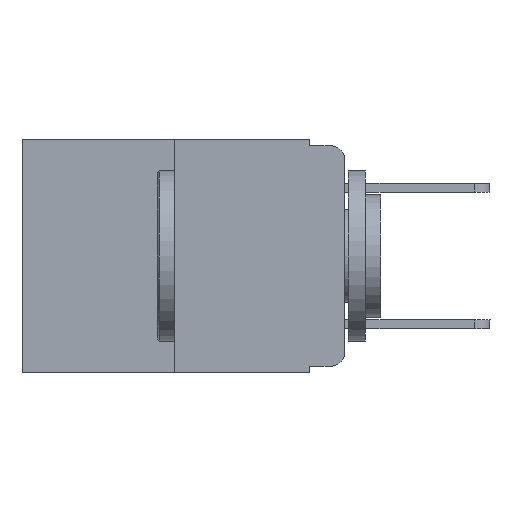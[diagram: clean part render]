
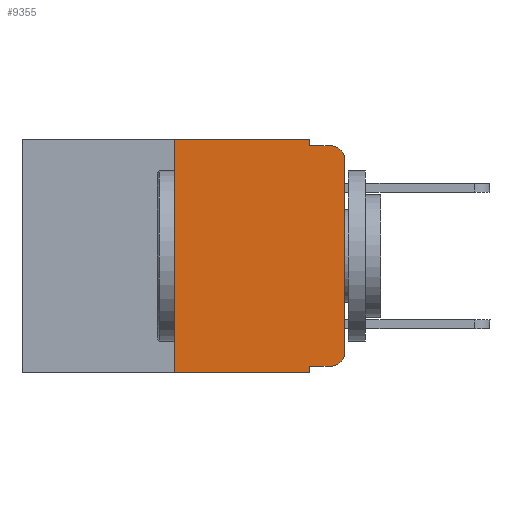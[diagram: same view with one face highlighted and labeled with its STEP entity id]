
A CAD part, left-side view. The second image highlights one B-rep face of the part: STEP entity #9355.
In plain terms, the highlighted planar face has unit normal (-1, 0, 0).
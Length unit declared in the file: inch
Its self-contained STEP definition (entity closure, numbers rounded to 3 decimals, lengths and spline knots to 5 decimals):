
#179 = FACE_OUTER_BOUND ( 'NONE', #9563, .T. ) ;
#448 = DIRECTION ( 'NONE',  ( 0., 0., -1. ) ) ;
#951 = AXIS2_PLACEMENT_3D ( 'NONE', #18381, #5950, #6071 ) ;
#1508 = ORIENTED_EDGE ( 'NONE', *, *, #2544, .F. ) ;
#1598 = VECTOR ( 'NONE', #14369, 39.37008 ) ;
#2071 = AXIS2_PLACEMENT_3D ( 'NONE', #19495, #7698, #17498 ) ;
#2109 = VECTOR ( 'NONE', #23330, 39.37008 ) ;
#2137 = ORIENTED_EDGE ( 'NONE', *, *, #5258, .T. ) ;
#2163 = CARTESIAN_POINT ( 'NONE',  ( 0., 0.473, 0. ) ) ;
#2425 = CARTESIAN_POINT ( 'NONE',  ( 0., 0.051, 0. ) ) ;
#2544 = EDGE_CURVE ( 'NONE', #12730, #14530, #11288, .T. ) ;
#2905 = EDGE_CURVE ( 'NONE', #6455, #12730, #6910, .T. ) ;
#3059 = CARTESIAN_POINT ( 'NONE',  ( 0., 0., -0.03 ) ) ;
#3639 = EDGE_CURVE ( 'NONE', #11363, #14530, #13185, .T. ) ;
#4520 = EDGE_CURVE ( 'NONE', #11961, #25327, #11305, .T. ) ;
#4714 = CARTESIAN_POINT ( 'NONE',  ( 0., 0.051, -0.333 ) ) ;
#5138 = LINE ( 'NONE', #11342, #7523 ) ;
#5258 = EDGE_CURVE ( 'NONE', #22648, #24351, #18909, .T. ) ;
#5261 = ORIENTED_EDGE ( 'NONE', *, *, #3639, .T. ) ;
#5318 = LINE ( 'NONE', #21604, #13619 ) ;
#5691 = CARTESIAN_POINT ( 'NONE',  ( 0., 0.25, 0. ) ) ;
#5950 = DIRECTION ( 'NONE',  ( -1., 0., 0. ) ) ;
#6071 = DIRECTION ( 'NONE',  ( 0., 0., -1. ) ) ;
#6146 = CARTESIAN_POINT ( 'NONE',  ( 0., 0.051, -0.01 ) ) ;
#6261 = CARTESIAN_POINT ( 'NONE',  ( 0., 0.473, 0. ) ) ;
#6455 = VERTEX_POINT ( 'NONE', #20357 ) ;
#6766 = DIRECTION ( 'NONE',  ( 0., 0., -1. ) ) ;
#6873 = VECTOR ( 'NONE', #19400, 39.37008 ) ;
#6910 = LINE ( 'NONE', #15496, #2109 ) ;
#7523 = VECTOR ( 'NONE', #11600, 39.37008 ) ;
#7698 = DIRECTION ( 'NONE',  ( -1., 0., 0. ) ) ;
#8399 = VERTEX_POINT ( 'NONE', #5691 ) ;
#9355 = ADVANCED_FACE ( 'NONE', ( #179 ), #22669, .F. ) ;
#9376 = ORIENTED_EDGE ( 'NONE', *, *, #13353, .F. ) ;
#9563 = EDGE_LOOP ( 'NONE', ( #16672, #5261, #1508, #18199, #12336, #14181, #2137, #9376, #12325, #12835 ) ) ;
#11288 = LINE ( 'NONE', #15268, #6873 ) ;
#11305 = CIRCLE ( 'NONE', #2071, 0.02 ) ;
#11342 = CARTESIAN_POINT ( 'NONE',  ( 0., 0., 0. ) ) ;
#11363 = VERTEX_POINT ( 'NONE', #3059 ) ;
#11600 = DIRECTION ( 'NONE',  ( 0., 0., 1. ) ) ;
#11651 = VECTOR ( 'NONE', #6766, 39.37008 ) ;
#11961 = VERTEX_POINT ( 'NONE', #21663 ) ;
#12325 = ORIENTED_EDGE ( 'NONE', *, *, #21710, .T. ) ;
#12336 = ORIENTED_EDGE ( 'NONE', *, *, #23796, .F. ) ;
#12537 = DIRECTION ( 'NONE',  ( 0., -1., 0. ) ) ;
#12730 = VERTEX_POINT ( 'NONE', #6146 ) ;
#12835 = ORIENTED_EDGE ( 'NONE', *, *, #4520, .T. ) ;
#13185 = CIRCLE ( 'NONE', #951, 0.02 ) ;
#13353 = EDGE_CURVE ( 'NONE', #23121, #24351, #20516, .T. ) ;
#13619 = VECTOR ( 'NONE', #19223, 39.37008 ) ;
#13909 = DIRECTION ( 'NONE',  ( 0., -1., 0. ) ) ;
#14181 = ORIENTED_EDGE ( 'NONE', *, *, #23582, .F. ) ;
#14369 = DIRECTION ( 'NONE',  ( 0., -1., 0. ) ) ;
#14530 = VERTEX_POINT ( 'NONE', #18178 ) ;
#15237 = EDGE_CURVE ( 'NONE', #25327, #11363, #5138, .T. ) ;
#15268 = CARTESIAN_POINT ( 'NONE',  ( 0., 0.051, -0.01 ) ) ;
#15496 = CARTESIAN_POINT ( 'NONE',  ( 0., 0.051, 0. ) ) ;
#16672 = ORIENTED_EDGE ( 'NONE', *, *, #15237, .T. ) ;
#16863 = VECTOR ( 'NONE', #12537, 39.37008 ) ;
#16921 = CARTESIAN_POINT ( 'NONE',  ( 0., 0.473, -0.343 ) ) ;
#17498 = DIRECTION ( 'NONE',  ( 0., 0., -1. ) ) ;
#17855 = CARTESIAN_POINT ( 'NONE',  ( 0., 0., -0.313 ) ) ;
#18178 = CARTESIAN_POINT ( 'NONE',  ( 0., 0.02, -0.01 ) ) ;
#18199 = ORIENTED_EDGE ( 'NONE', *, *, #2905, .F. ) ;
#18294 = LINE ( 'NONE', #2163, #25901 ) ;
#18356 = CARTESIAN_POINT ( 'NONE',  ( 0., 0.051, -0.333 ) ) ;
#18381 = CARTESIAN_POINT ( 'NONE',  ( 0., 0.02, -0.03 ) ) ;
#18909 = LINE ( 'NONE', #16921, #16863 ) ;
#19223 = DIRECTION ( 'NONE',  ( 0., 0., 1. ) ) ;
#19400 = DIRECTION ( 'NONE',  ( 0., -1., 0. ) ) ;
#19495 = CARTESIAN_POINT ( 'NONE',  ( 0., 0.02, -0.313 ) ) ;
#20320 = LINE ( 'NONE', #18356, #1598 ) ;
#20357 = CARTESIAN_POINT ( 'NONE',  ( 0., 0.051, 0. ) ) ;
#20516 = LINE ( 'NONE', #2425, #11651 ) ;
#21604 = CARTESIAN_POINT ( 'NONE',  ( 0., 0.25, 0. ) ) ;
#21663 = CARTESIAN_POINT ( 'NONE',  ( 0., 0.02, -0.333 ) ) ;
#21710 = EDGE_CURVE ( 'NONE', #23121, #11961, #20320, .T. ) ;
#22246 = AXIS2_PLACEMENT_3D ( 'NONE', #6261, #22811, #448 ) ;
#22648 = VERTEX_POINT ( 'NONE', #24748 ) ;
#22669 = PLANE ( 'NONE',  #22246 ) ;
#22811 = DIRECTION ( 'NONE',  ( 1., 0., 0. ) ) ;
#23121 = VERTEX_POINT ( 'NONE', #4714 ) ;
#23330 = DIRECTION ( 'NONE',  ( 0., 0., -1. ) ) ;
#23582 = EDGE_CURVE ( 'NONE', #22648, #8399, #5318, .T. ) ;
#23796 = EDGE_CURVE ( 'NONE', #8399, #6455, #18294, .T. ) ;
#24351 = VERTEX_POINT ( 'NONE', #24723 ) ;
#24723 = CARTESIAN_POINT ( 'NONE',  ( 0., 0.051, -0.343 ) ) ;
#24748 = CARTESIAN_POINT ( 'NONE',  ( 0., 0.25, -0.343 ) ) ;
#25327 = VERTEX_POINT ( 'NONE', #17855 ) ;
#25901 = VECTOR ( 'NONE', #13909, 39.37008 ) ;
